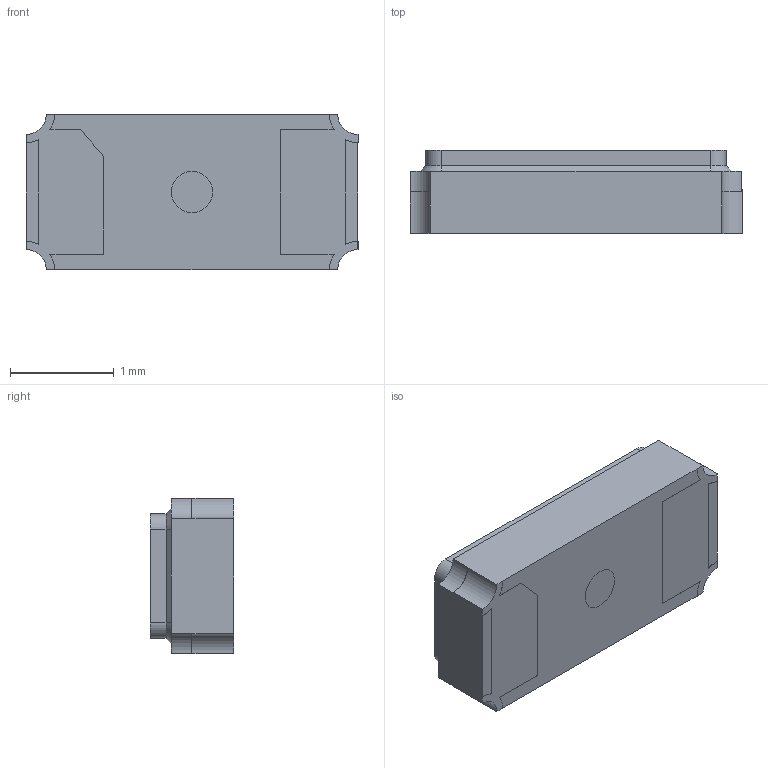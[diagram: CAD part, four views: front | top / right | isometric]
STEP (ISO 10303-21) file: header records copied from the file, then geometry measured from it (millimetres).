
FILE_DESCRIPTION (( 'STEP AP214' ), '1' );
FILE_NAME ('FC-135.STEP', '2022-11-09T05:15:20', ( '' ), ( '' ), 'SwSTEP 2.0', 'SolidWorks 2020', '' );
FILE_SCHEMA (( 'AUTOMOTIVE_DESIGN' ));
Length unit declared in the file: millimetre
Products named in the file (1): FC-135
Bounding box: 3.2 x 0.8 x 1.5 mm (x, y, z)
Volume: 3.5 mm3; surface area: 16.3 mm2
Topology: 1 solids, 1 shells, 120 faces, 322 edges, 212 vertices
Faces by surface type: plane 62, bspline 32, cylinder 22, cone 4
Entity records: 5982 total; most frequent: CARTESIAN_POINT 2655, ORIENTED_EDGE 644, DIRECTION 484, EDGE_CURVE 322, VERTEX_POINT 212, LINE 210, VECTOR 210, AXIS2_PLACEMENT_3D 137
